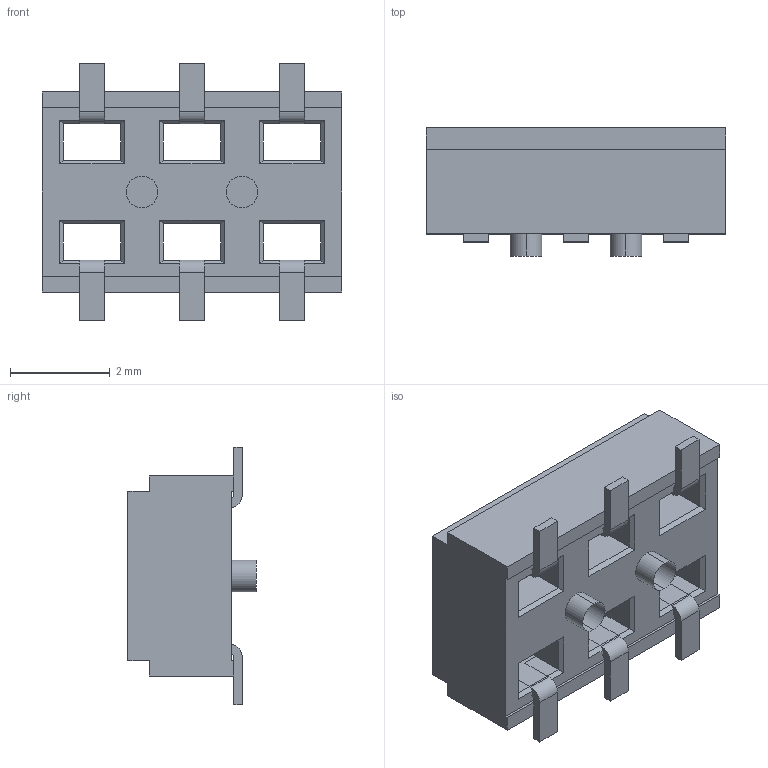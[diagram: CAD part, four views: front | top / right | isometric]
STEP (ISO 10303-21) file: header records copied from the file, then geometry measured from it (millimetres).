
FILE_DESCRIPTION (( 'STEP AP214' ), '1' );
FILE_NAME ('CLT-103-02-L-D-BE-A-TR.STEP', '2023-03-14T11:11:03', ( '' ), ( '' ), 'SwSTEP 2.0', 'SolidWorks 2022', '' );
FILE_SCHEMA (( 'AUTOMOTIVE_DESIGN' ));
Length unit declared in the file: inch
Products named in the file (4): CLT-103-02-L-D-BE-A-TR; CLT_alignment_pins; C-0302BE_pins; CLT-103-02-L-D-BE-TR_socket
Assembly tree (4 placements, depth 2):
  CLT-103-02-L-D-BE-A-TR
    CLT_alignment_pins  x2
    C-0302BE_pins
    CLT-103-02-L-D-BE-TR_socket
Bounding box: 6 x 2.57 x 5.16 mm (x, y, z)
Volume: 38.1 mm3; surface area: 163.2 mm2
Topology: 2 solids, 4 shells, 156 faces, 396 edges, 248 vertices
Faces by surface type: plane 136, cylinder 20
Entity records: 6686 total; most frequent: CARTESIAN_POINT 795, ORIENTED_EDGE 778, DIRECTION 748, EDGE_CURVE 390, VECTOR 354, LINE 354, VERTEX_POINT 244, AXIS2_PLACEMENT_3D 197
